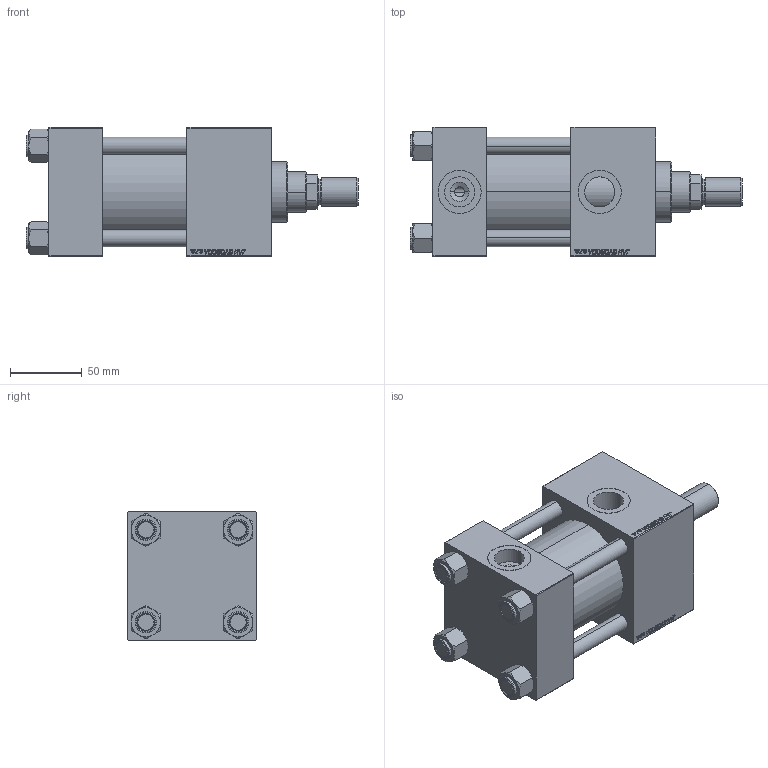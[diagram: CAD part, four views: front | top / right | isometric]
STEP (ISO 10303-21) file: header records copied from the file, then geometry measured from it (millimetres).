
FILE_DESCRIPTION (( 'STEP AP203' ), '1' );
FILE_NAME ('4dea.STEP', '2025-07-16T06:00:41', ( '' ), ( '' ), 'SwSTEP 2.0', 'SolidWorks 2019', '' );
FILE_SCHEMA (( 'CONFIG_CONTROL_DESIGN' ));
Length unit declared in the file: millimetre
Products named in the file (7): V215CR_C_TYCINKA cfb61373b1d62785ec65d08b6f5ec5cc; V215_VC_A cfb61373b1d62785ec65d08b6f5ec5cc; 4dea; ROD_END_AH cfb61373b1d62785ec65d08b6f5ec5cc; NUT_M5_C cfb61373b1d62785ec65d08b6f5ec5cc; V215CR_VCP_C cfb61373b1d62785ec65d08b6f5ec5cc; V215CR_C_Body cfb61373b1d62785ec65d08b6f5ec5cc
Assembly tree (12 placements, depth 2):
  4dea
    V215CR_C_Body cfb61373b1d62785ec65d08b6f5ec5cc
    V215CR_VCP_C cfb61373b1d62785ec65d08b6f5ec5cc
    NUT_M5_C cfb61373b1d62785ec65d08b6f5ec5cc  x4
    V215CR_C_TYCINKA cfb61373b1d62785ec65d08b6f5ec5cc  x4
    V215_VC_A cfb61373b1d62785ec65d08b6f5ec5cc
    ROD_END_AH cfb61373b1d62785ec65d08b6f5ec5cc
Bounding box: 231 x 90 x 90 mm (x, y, z)
Volume: 955538.1 mm3; surface area: 181561.9 mm2
Topology: 12 solids, 12 shells, 1162 faces, 2903 edges, 1883 vertices
Faces by surface type: plane 530, bspline 392, cone 140, cylinder 90, torus 10
Entity records: 50696 total; most frequent: CARTESIAN_POINT 27180, ORIENTED_EDGE 5298, DIRECTION 3375, EDGE_CURVE 2649, VERTEX_POINT 1739, LINE 1599, VECTOR 1599, EDGE_LOOP 1172
